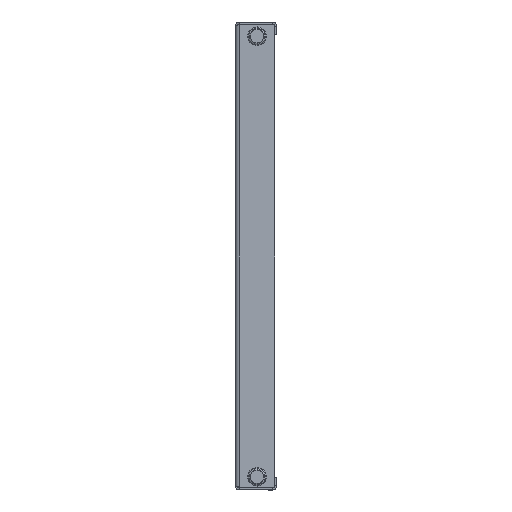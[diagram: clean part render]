
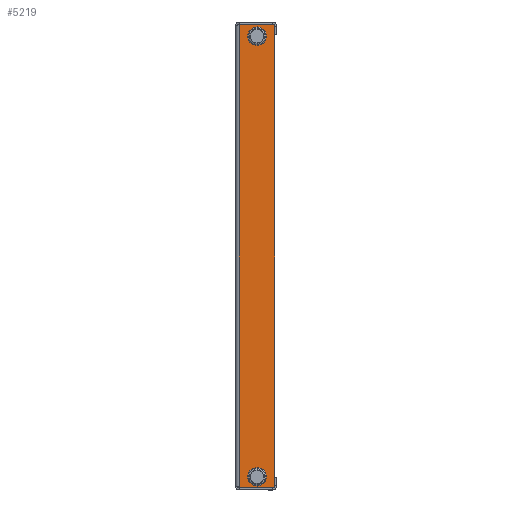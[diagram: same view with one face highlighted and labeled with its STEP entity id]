
A CAD part, left-side view. The second image highlights one B-rep face of the part: STEP entity #5219.
In plain terms, the highlighted planar face has unit normal (-1, 0, 0).
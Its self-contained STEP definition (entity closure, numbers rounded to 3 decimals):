
#193 = CARTESIAN_POINT ( 'NONE',  ( -224.5, -38., 223.793 ) ) ;
#345 = CARTESIAN_POINT ( 'NONE',  ( -224.5, -38., 224.5 ) ) ;
#365 = EDGE_CURVE ( 'NONE', #10396, #1070, #4371, .T. ) ;
#523 = EDGE_LOOP ( 'NONE', ( #4565, #10272 ) ) ;
#545 = LINE ( 'NONE', #8754, #9097 ) ;
#733 = DIRECTION ( 'NONE',  ( 0., 0., -1. ) ) ;
#821 = VECTOR ( 'NONE', #13460, 1000. ) ;
#1070 = VERTEX_POINT ( 'NONE', #12972 ) ;
#1174 = CARTESIAN_POINT ( 'NONE',  ( -224.5, -38., 224.5 ) ) ;
#1650 = EDGE_CURVE ( 'NONE', #10396, #6942, #7147, .T. ) ;
#1940 = ORIENTED_EDGE ( 'NONE', *, *, #1650, .F. ) ;
#2427 = EDGE_CURVE ( 'NONE', #10982, #13670, #10292, .T. ) ;
#2541 = CARTESIAN_POINT ( 'NONE',  ( -224.5, -25.5, -213.75 ) ) ;
#2964 = AXIS2_PLACEMENT_3D ( 'NONE', #5364, #5312, #5228 ) ;
#3099 = ORIENTED_EDGE ( 'NONE', *, *, #9978, .T. ) ;
#3178 = CARTESIAN_POINT ( 'NONE',  ( -224.5, -4., 223.793 ) ) ;
#3332 = EDGE_CURVE ( 'NONE', #8093, #1070, #4466, .T. ) ;
#3849 = EDGE_CURVE ( 'NONE', #13670, #7366, #545, .T. ) ;
#4035 = VECTOR ( 'NONE', #10049, 1000. ) ;
#4064 = FACE_BOUND ( 'NONE', #10225, .T. ) ;
#4196 = DIRECTION ( 'NONE',  ( 0., -1., 0. ) ) ;
#4315 = CIRCLE ( 'NONE', #6141, 4.5 ) ;
#4325 = VECTOR ( 'NONE', #5319, 1000. ) ;
#4371 = LINE ( 'NONE', #9527, #4035 ) ;
#4466 = LINE ( 'NONE', #1174, #13629 ) ;
#4565 = ORIENTED_EDGE ( 'NONE', *, *, #12556, .T. ) ;
#4603 = ORIENTED_EDGE ( 'NONE', *, *, #2427, .T. ) ;
#5219 = ADVANCED_FACE ( 'NONE', ( #4064, #9736, #10088 ), #7057, .F. ) ;
#5228 = DIRECTION ( 'NONE',  ( 0., 1., 0. ) ) ;
#5312 = DIRECTION ( 'NONE',  ( 1., 0., 0. ) ) ;
#5319 = DIRECTION ( 'NONE',  ( 0., 0., 1. ) ) ;
#5364 = CARTESIAN_POINT ( 'NONE',  ( -224.5, -21., -213.75 ) ) ;
#5373 = CARTESIAN_POINT ( 'NONE',  ( -224.5, -4., 224.5 ) ) ;
#5940 = DIRECTION ( 'NONE',  ( 0., 1., 0. ) ) ;
#5979 = DIRECTION ( 'NONE',  ( 1., 0., 0. ) ) ;
#6020 = CARTESIAN_POINT ( 'NONE',  ( -224.5, -21., 212.75 ) ) ;
#6141 = AXIS2_PLACEMENT_3D ( 'NONE', #6020, #5979, #5940 ) ;
#6359 = CARTESIAN_POINT ( 'NONE',  ( -224.5, -38., 223.793 ) ) ;
#6741 = VERTEX_POINT ( 'NONE', #12093 ) ;
#6942 = VERTEX_POINT ( 'NONE', #3178 ) ;
#7057 = PLANE ( 'NONE',  #9806 ) ;
#7147 = LINE ( 'NONE', #5373, #4325 ) ;
#7194 = AXIS2_PLACEMENT_3D ( 'NONE', #8748, #13289, #7699 ) ;
#7205 = LINE ( 'NONE', #6359, #7548 ) ;
#7333 = CIRCLE ( 'NONE', #7194, 4.5 ) ;
#7366 = VERTEX_POINT ( 'NONE', #9580 ) ;
#7400 = EDGE_CURVE ( 'NONE', #7366, #12975, #10309, .T. ) ;
#7548 = VECTOR ( 'NONE', #4196, 1000. ) ;
#7699 = DIRECTION ( 'NONE',  ( 0., 1., 0. ) ) ;
#7907 = CARTESIAN_POINT ( 'NONE',  ( -224.5, -25.5, -213.75 ) ) ;
#8093 = VERTEX_POINT ( 'NONE', #193 ) ;
#8356 = EDGE_LOOP ( 'NONE', ( #1940, #11790, #10574, #8593 ) ) ;
#8593 = ORIENTED_EDGE ( 'NONE', *, *, #9951, .F. ) ;
#8605 = CARTESIAN_POINT ( 'NONE',  ( -224.5, -16.5, -213.75 ) ) ;
#8610 = DIRECTION ( 'NONE',  ( 0., 0., 1. ) ) ;
#8748 = CARTESIAN_POINT ( 'NONE',  ( -224.5, -21., 212.75 ) ) ;
#8754 = CARTESIAN_POINT ( 'NONE',  ( -224.5, -16.5, -213.75 ) ) ;
#8842 = CARTESIAN_POINT ( 'NONE',  ( -224.5, -4., -223.793 ) ) ;
#8958 = DIRECTION ( 'NONE',  ( 0., 1., 0. ) ) ;
#8974 = DIRECTION ( 'NONE',  ( 1., 0., 0. ) ) ;
#9003 = CARTESIAN_POINT ( 'NONE',  ( -224.5, -21., -211.75 ) ) ;
#9097 = VECTOR ( 'NONE', #8610, 1000. ) ;
#9527 = CARTESIAN_POINT ( 'NONE',  ( -224.5, -38., -223.793 ) ) ;
#9580 = CARTESIAN_POINT ( 'NONE',  ( -224.5, -16.5, -211.75 ) ) ;
#9691 = CARTESIAN_POINT ( 'NONE',  ( -224.5, -25.5, -211.75 ) ) ;
#9736 = FACE_BOUND ( 'NONE', #523, .T. ) ;
#9806 = AXIS2_PLACEMENT_3D ( 'NONE', #345, #13377, #12160 ) ;
#9951 = EDGE_CURVE ( 'NONE', #6942, #8093, #7205, .T. ) ;
#9978 = EDGE_CURVE ( 'NONE', #12975, #10982, #12541, .T. ) ;
#10049 = DIRECTION ( 'NONE',  ( 0., -1., 0. ) ) ;
#10088 = FACE_OUTER_BOUND ( 'NONE', #8356, .T. ) ;
#10134 = VERTEX_POINT ( 'NONE', #12426 ) ;
#10225 = EDGE_LOOP ( 'NONE', ( #3099, #4603, #11919, #13708 ) ) ;
#10272 = ORIENTED_EDGE ( 'NONE', *, *, #11243, .T. ) ;
#10292 = CIRCLE ( 'NONE', #2964, 4.5 ) ;
#10309 = CIRCLE ( 'NONE', #11518, 4.5 ) ;
#10396 = VERTEX_POINT ( 'NONE', #8842 ) ;
#10574 = ORIENTED_EDGE ( 'NONE', *, *, #3332, .F. ) ;
#10982 = VERTEX_POINT ( 'NONE', #2541 ) ;
#11243 = EDGE_CURVE ( 'NONE', #6741, #10134, #7333, .T. ) ;
#11518 = AXIS2_PLACEMENT_3D ( 'NONE', #9003, #8974, #8958 ) ;
#11790 = ORIENTED_EDGE ( 'NONE', *, *, #365, .T. ) ;
#11919 = ORIENTED_EDGE ( 'NONE', *, *, #3849, .T. ) ;
#12093 = CARTESIAN_POINT ( 'NONE',  ( -224.5, -25.5, 212.75 ) ) ;
#12160 = DIRECTION ( 'NONE',  ( 0., 1., 0. ) ) ;
#12426 = CARTESIAN_POINT ( 'NONE',  ( -224.5, -16.5, 212.75 ) ) ;
#12541 = LINE ( 'NONE', #7907, #821 ) ;
#12556 = EDGE_CURVE ( 'NONE', #10134, #6741, #4315, .T. ) ;
#12972 = CARTESIAN_POINT ( 'NONE',  ( -224.5, -38., -223.793 ) ) ;
#12975 = VERTEX_POINT ( 'NONE', #9691 ) ;
#13289 = DIRECTION ( 'NONE',  ( 1., 0., 0. ) ) ;
#13377 = DIRECTION ( 'NONE',  ( 1., 0., 0. ) ) ;
#13460 = DIRECTION ( 'NONE',  ( 0., 0., -1. ) ) ;
#13629 = VECTOR ( 'NONE', #733, 1000. ) ;
#13670 = VERTEX_POINT ( 'NONE', #8605 ) ;
#13708 = ORIENTED_EDGE ( 'NONE', *, *, #7400, .T. ) ;
